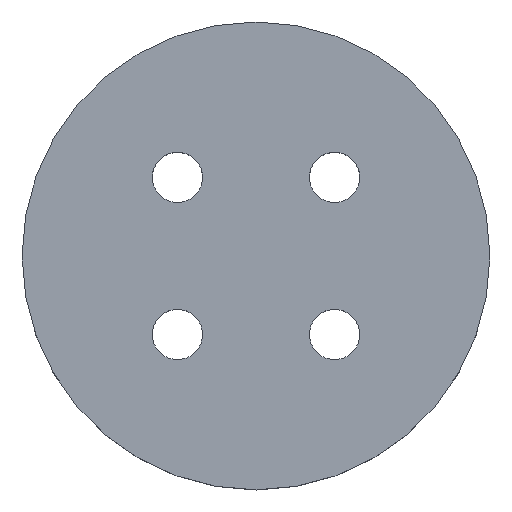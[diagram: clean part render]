
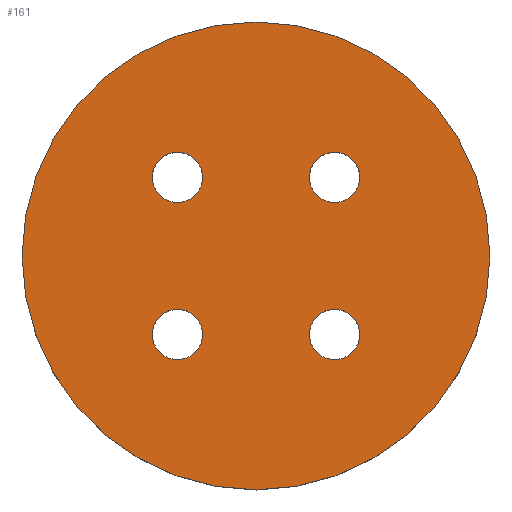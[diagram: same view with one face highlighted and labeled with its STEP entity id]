
A CAD part, top view. The second image highlights one B-rep face of the part: STEP entity #161.
In plain terms, the highlighted planar face has unit normal (0, 0, 1).
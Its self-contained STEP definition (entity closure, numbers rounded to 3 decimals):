
#33=FACE_BOUND('',#54,.T.);
#34=FACE_BOUND('',#55,.T.);
#35=FACE_BOUND('',#56,.T.);
#36=FACE_BOUND('',#57,.T.);
#43=FACE_OUTER_BOUND('',#53,.T.);
#53=EDGE_LOOP('',(#116));
#54=EDGE_LOOP('',(#117));
#55=EDGE_LOOP('',(#118));
#56=EDGE_LOOP('',(#119));
#57=EDGE_LOOP('',(#120));
#70=CIRCLE('',#186,20.);
#71=CIRCLE('',#188,2.15);
#72=CIRCLE('',#189,2.15);
#73=CIRCLE('',#190,2.15);
#74=CIRCLE('',#191,2.15);
#82=VERTEX_POINT('',#260);
#83=VERTEX_POINT('',#264);
#84=VERTEX_POINT('',#266);
#85=VERTEX_POINT('',#268);
#86=VERTEX_POINT('',#270);
#95=EDGE_CURVE('',#82,#82,#70,.T.);
#96=EDGE_CURVE('',#83,#83,#71,.T.);
#97=EDGE_CURVE('',#84,#84,#72,.T.);
#98=EDGE_CURVE('',#85,#85,#73,.T.);
#99=EDGE_CURVE('',#86,#86,#74,.T.);
#116=ORIENTED_EDGE('',*,*,#95,.T.);
#117=ORIENTED_EDGE('',*,*,#96,.T.);
#118=ORIENTED_EDGE('',*,*,#97,.T.);
#119=ORIENTED_EDGE('',*,*,#98,.T.);
#120=ORIENTED_EDGE('',*,*,#99,.T.);
#147=PLANE('',#187);
#161=ADVANCED_FACE('',(#43,#33,#34,#35,#36),#147,.T.);
#186=AXIS2_PLACEMENT_3D('',#262,#214,#215);
#187=AXIS2_PLACEMENT_3D('',#263,#216,#217);
#188=AXIS2_PLACEMENT_3D('',#265,#218,#219);
#189=AXIS2_PLACEMENT_3D('',#267,#220,#221);
#190=AXIS2_PLACEMENT_3D('',#269,#222,#223);
#191=AXIS2_PLACEMENT_3D('',#271,#224,#225);
#214=DIRECTION('center_axis',(0.,0.,1.));
#215=DIRECTION('ref_axis',(1.,0.,0.));
#216=DIRECTION('center_axis',(0.,0.,1.));
#217=DIRECTION('ref_axis',(1.,0.,0.));
#218=DIRECTION('center_axis',(0.,0.,-1.));
#219=DIRECTION('ref_axis',(1.,0.,0.));
#220=DIRECTION('center_axis',(0.,0.,-1.));
#221=DIRECTION('ref_axis',(1.,0.,0.));
#222=DIRECTION('center_axis',(0.,0.,-1.));
#223=DIRECTION('ref_axis',(1.,0.,0.));
#224=DIRECTION('center_axis',(0.,0.,-1.));
#225=DIRECTION('ref_axis',(1.,0.,0.));
#260=CARTESIAN_POINT('',(-0.097,-30.,-8.65));
#262=CARTESIAN_POINT('Origin',(19.903,-30.,-8.65));
#263=CARTESIAN_POINT('Origin',(19.903,-30.,-8.65));
#264=CARTESIAN_POINT('',(24.47,-23.282,-8.65));
#265=CARTESIAN_POINT('Origin',(26.62,-23.282,-8.65));
#266=CARTESIAN_POINT('',(11.035,-36.718,-8.65));
#267=CARTESIAN_POINT('Origin',(13.185,-36.718,-8.65));
#268=CARTESIAN_POINT('',(11.035,-23.282,-8.65));
#269=CARTESIAN_POINT('Origin',(13.185,-23.282,-8.65));
#270=CARTESIAN_POINT('',(24.47,-36.718,-8.65));
#271=CARTESIAN_POINT('Origin',(26.62,-36.718,-8.65));
